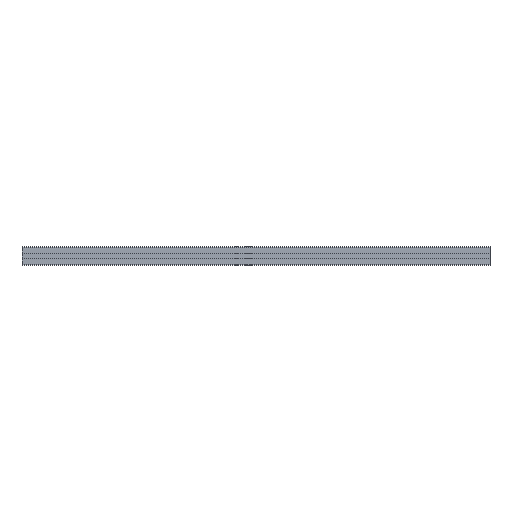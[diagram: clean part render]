
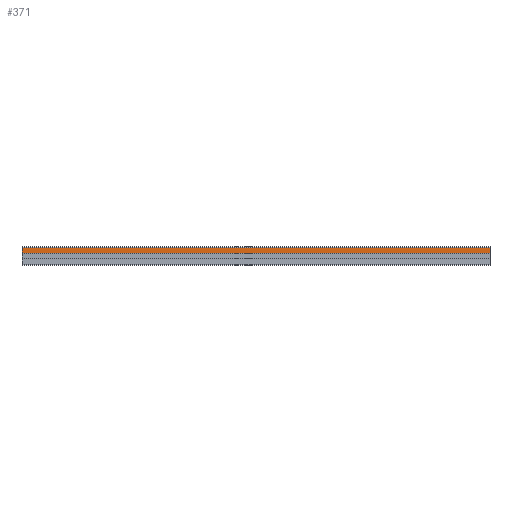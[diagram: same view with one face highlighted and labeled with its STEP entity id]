
A CAD part, top view. The second image highlights one B-rep face of the part: STEP entity #371.
In plain terms, the highlighted planar face has unit normal (0, 0, 1).
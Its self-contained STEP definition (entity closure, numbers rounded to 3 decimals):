
#371 = ADVANCED_FACE ( 'NONE', ( #2248 ), #3704, .F. ) ;
#388 = LINE ( 'NONE', #3264, #1194 ) ;
#564 = CARTESIAN_POINT ( 'NONE',  ( 1000., 6.1, 20. ) ) ;
#686 = VERTEX_POINT ( 'NONE', #1594 ) ;
#727 = EDGE_CURVE ( 'NONE', #3037, #1900, #1289, .T. ) ;
#772 = DIRECTION ( 'NONE',  ( -1., 0., 0. ) ) ;
#966 = LINE ( 'NONE', #1828, #2049 ) ;
#1043 = EDGE_CURVE ( 'NONE', #686, #3279, #2609, .T. ) ;
#1194 = VECTOR ( 'NONE', #1254, 1000. ) ;
#1254 = DIRECTION ( 'NONE',  ( 0., -1., 0. ) ) ;
#1289 = LINE ( 'NONE', #2157, #2075 ) ;
#1442 = ORIENTED_EDGE ( 'NONE', *, *, #1967, .T. ) ;
#1496 = DIRECTION ( 'NONE',  ( 0., -1., 0. ) ) ;
#1594 = CARTESIAN_POINT ( 'NONE',  ( 1000., 6.1, 20. ) ) ;
#1828 = CARTESIAN_POINT ( 'NONE',  ( 1000., 17.947, 20. ) ) ;
#1856 = CARTESIAN_POINT ( 'NONE',  ( 0., 17.947, 20. ) ) ;
#1900 = VERTEX_POINT ( 'NONE', #1856 ) ;
#1967 = EDGE_CURVE ( 'NONE', #1900, #3279, #388, .T. ) ;
#2049 = VECTOR ( 'NONE', #1496, 1000. ) ;
#2075 = VECTOR ( 'NONE', #2742, 1000. ) ;
#2147 = EDGE_LOOP ( 'NONE', ( #1442, #2205, #3508, #2435 ) ) ;
#2157 = CARTESIAN_POINT ( 'NONE',  ( 1000., 17.947, 20. ) ) ;
#2205 = ORIENTED_EDGE ( 'NONE', *, *, #1043, .F. ) ;
#2248 = FACE_OUTER_BOUND ( 'NONE', #2147, .T. ) ;
#2272 = CARTESIAN_POINT ( 'NONE',  ( 1000., 17.947, 20. ) ) ;
#2435 = ORIENTED_EDGE ( 'NONE', *, *, #727, .T. ) ;
#2460 = CARTESIAN_POINT ( 'NONE',  ( 0., 6.1, 20. ) ) ;
#2565 = CARTESIAN_POINT ( 'NONE',  ( 1000., 17.947, 20. ) ) ;
#2609 = LINE ( 'NONE', #564, #2931 ) ;
#2742 = DIRECTION ( 'NONE',  ( -1., 0., 0. ) ) ;
#2868 = DIRECTION ( 'NONE',  ( -1., 0., 0. ) ) ;
#2931 = VECTOR ( 'NONE', #2868, 1000. ) ;
#3037 = VERTEX_POINT ( 'NONE', #2272 ) ;
#3137 = DIRECTION ( 'NONE',  ( 0., 0., -1. ) ) ;
#3207 = EDGE_CURVE ( 'NONE', #3037, #686, #966, .T. ) ;
#3264 = CARTESIAN_POINT ( 'NONE',  ( 0., 17.947, 20. ) ) ;
#3279 = VERTEX_POINT ( 'NONE', #2460 ) ;
#3417 = AXIS2_PLACEMENT_3D ( 'NONE', #2565, #3137, #772 ) ;
#3508 = ORIENTED_EDGE ( 'NONE', *, *, #3207, .F. ) ;
#3704 = PLANE ( 'NONE',  #3417 ) ;
